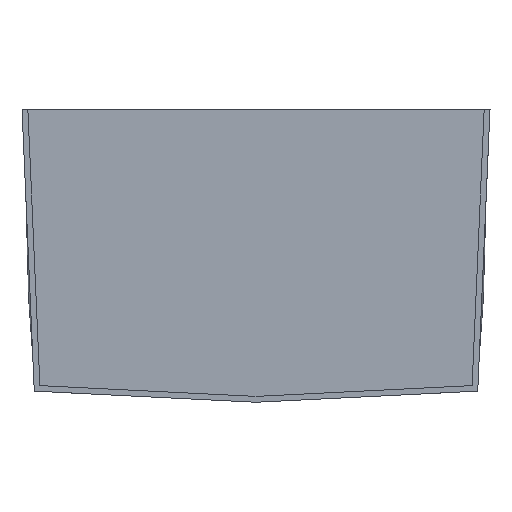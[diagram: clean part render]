
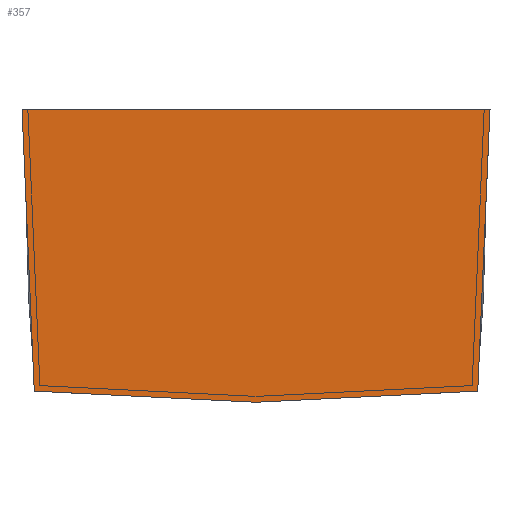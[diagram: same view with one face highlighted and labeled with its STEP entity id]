
A CAD part, left-side view. The second image highlights one B-rep face of the part: STEP entity #357.
In plain terms, the highlighted planar face has unit normal (-1, 0, 0).
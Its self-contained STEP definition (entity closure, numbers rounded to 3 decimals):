
#31=LINE($,#3748,#33);
#33=VECTOR($,#378,800.);
#35=PLANE($,#371);
#46=FACE_OUTER_BOUND($,#64,.T.);
#64=EDGE_LOOP($,(#268,#269,#270,#271,#272));
#76=B_SPLINE_CURVE_WITH_KNOTS($,3,(#467,#468,#469,#470,#471,#472),
 .UNSPECIFIED.,.F.,.F.,(4,2,4),(4.074,21.018,42.022),
 .UNSPECIFIED.);
#105=B_SPLINE_CURVE_WITH_KNOTS($,3,(#3740,#3741,#3742,#3743,#3744,#3745),
 .UNSPECIFIED.,.F.,.F.,(4,2,4),(-214.423,-190.472,-166.277),
 .UNSPECIFIED.);
#106=B_SPLINE_CURVE_WITH_KNOTS($,3,(#3750,#3751,#3752,#3753,#3754,#3755),
 .UNSPECIFIED.,.F.,.F.,(4,2,4),(-214.423,-190.472,-166.277),
 .UNSPECIFIED.);
#107=B_SPLINE_CURVE_WITH_KNOTS($,3,(#3756,#3757,#3758,#3759,#3760,#3761),
 .UNSPECIFIED.,.F.,.F.,(4,2,4),(4.074,21.018,42.022),
 .UNSPECIFIED.);
#129=VERTEX_POINT($,#465);
#130=VERTEX_POINT($,#466);
#152=VERTEX_POINT($,#3642);
#153=VERTEX_POINT($,#3747);
#154=VERTEX_POINT($,#3749);
#168=EDGE_CURVE($,#129,#130,#76,.F.);
#197=EDGE_CURVE($,#152,#129,#105,.T.);
#198=EDGE_CURVE($,#152,#153,#31,.T.);
#199=EDGE_CURVE($,#153,#154,#106,.T.);
#200=EDGE_CURVE($,#154,#130,#107,.F.);
#268=ORIENTED_EDGE($,*,*,#198,.T.);
#269=ORIENTED_EDGE($,*,*,#199,.T.);
#270=ORIENTED_EDGE($,*,*,#200,.T.);
#271=ORIENTED_EDGE($,*,*,#168,.F.);
#272=ORIENTED_EDGE($,*,*,#197,.F.);
#357=ADVANCED_FACE($,(#46),#35,.F.);
#371=AXIS2_PLACEMENT_3D($,#3746,#376,#377);
#376=DIRECTION('center_axis',(1.,0.,0.));
#377=DIRECTION('ref_axis',(0.,0.,-1.));
#378=DIRECTION($,(0.,1.,0.));
#465=CARTESIAN_POINT('',(0.,-379.,-481.));
#466=CARTESIAN_POINT('',(0.,0.,-500.));
#467=CARTESIAN_POINT('Ctrl Pts',(0.,0.,
-500.));
#468=CARTESIAN_POINT('Ctrl Pts',(0.,-56.407,
-497.172));
#469=CARTESIAN_POINT('Ctrl Pts',(0.,-112.814,
-494.344));
#470=CARTESIAN_POINT('Ctrl Pts',(0.,-239.147,
-488.011));
#471=CARTESIAN_POINT('Ctrl Pts',(0.,-309.074,
-484.506));
#472=CARTESIAN_POINT('Ctrl Pts',(0.,-379.,
-481.));
#3642=CARTESIAN_POINT('',(0.,-400.,0.));
#3740=CARTESIAN_POINT('Ctrl Pts',(0.,-400.,
0.));
#3741=CARTESIAN_POINT('Ctrl Pts',(0.,-396.518,
-79.759));
#3742=CARTESIAN_POINT('Ctrl Pts',(0.,-393.036,
-159.518));
#3743=CARTESIAN_POINT('Ctrl Pts',(0.,-386.036,
-319.851));
#3744=CARTESIAN_POINT('Ctrl Pts',(0.,-382.518,
-400.426));
#3745=CARTESIAN_POINT('Ctrl Pts',(0.,-379.,
-481.));
#3746=CARTESIAN_POINT('Origin',(0.,-385.564,
-216.028));
#3747=CARTESIAN_POINT('',(0.,400.,0.));
#3748=CARTESIAN_POINT($,(0.,-192.782,0.));
#3749=CARTESIAN_POINT('',(0.,379.,-481.));
#3750=CARTESIAN_POINT('Ctrl Pts',(0.,400.,
0.));
#3751=CARTESIAN_POINT('Ctrl Pts',(0.,396.518,
-79.759));
#3752=CARTESIAN_POINT('Ctrl Pts',(0.,393.036,
-159.518));
#3753=CARTESIAN_POINT('Ctrl Pts',(0.,386.036,
-319.851));
#3754=CARTESIAN_POINT('Ctrl Pts',(0.,382.518,
-400.426));
#3755=CARTESIAN_POINT('Ctrl Pts',(0.,379.,
-481.));
#3756=CARTESIAN_POINT('Ctrl Pts',(0.,0.,
-500.));
#3757=CARTESIAN_POINT('Ctrl Pts',(0.,56.407,
-497.172));
#3758=CARTESIAN_POINT('Ctrl Pts',(0.,112.814,
-494.344));
#3759=CARTESIAN_POINT('Ctrl Pts',(0.,239.147,
-488.011));
#3760=CARTESIAN_POINT('Ctrl Pts',(0.,309.074,
-484.506));
#3761=CARTESIAN_POINT('Ctrl Pts',(0.,379.,
-481.));
